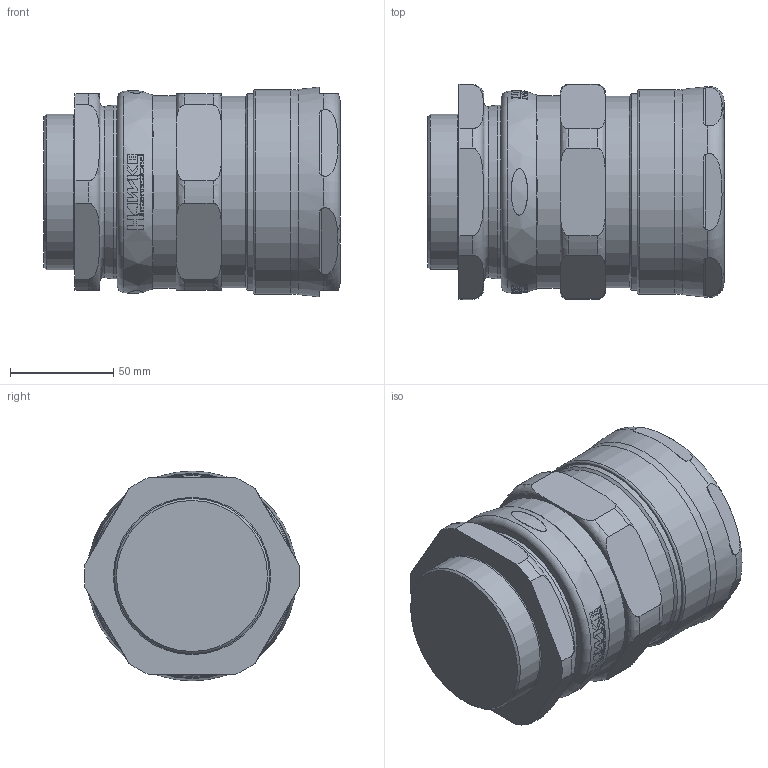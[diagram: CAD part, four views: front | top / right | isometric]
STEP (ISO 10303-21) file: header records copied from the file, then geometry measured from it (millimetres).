
FILE_DESCRIPTION(/* description */ (''),/* implementation_level */ '2;1');
FILE_NAME(/* name */ '711_X F_2_1_2_NPT.stp',/* time_stamp */ '2021-02-15T18:14:07+06:00',/* author */ ('vinaykumark'),/* organization */ (''),/* preprocessor_version */ 'ST-DEVELOPER v18',/* originating_system */ 'Autodesk Inventor 2020',/* authorisation */ '');
FILE_SCHEMA (('AUTOMOTIVE_DESIGN { 1 0 10303 214 3 1 1 }'));
Products named in the file (1): 711_X F_2_1_2_NPT
Bounding box: 143.12 x 103.97 x 101.43 mm (x, y, z)
Surface area: 222847.1 mm2
Topology: 11 solids, 11 shells, 1439 faces, 3881 edges, 2457 vertices
Faces by surface type: plane 665, bspline 238, cone 221, torus 174, cylinder 141
Full cylindrical faces by diameter (mm): 68.1 x1, 68.3 x1, 71.3 x1, 74.1 x1, 75 x1, 77.5 x1, 78 x1, 78.9 x1, 81.65 x1, 83 x2, 84 x2, 84.1 x2, 85 x1, 87.312 x1, 92.52 x1, 92.7 x1, 93 x2, 95 x1, 98.8 x1
Entity records: 54098 total; most frequent: CARTESIAN_POINT 19599, ORIENTED_EDGE 7756, DIRECTION 5964, EDGE_CURVE 3878, VERTEX_POINT 2451, AXIS2_PLACEMENT_3D 2394, EDGE_LOOP 1501, STYLED_ITEM 1453
